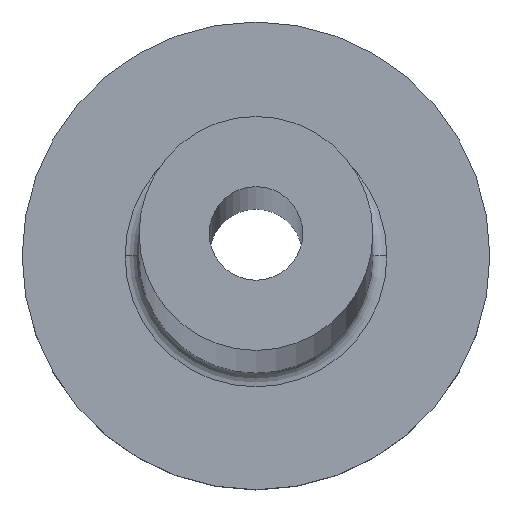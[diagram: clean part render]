
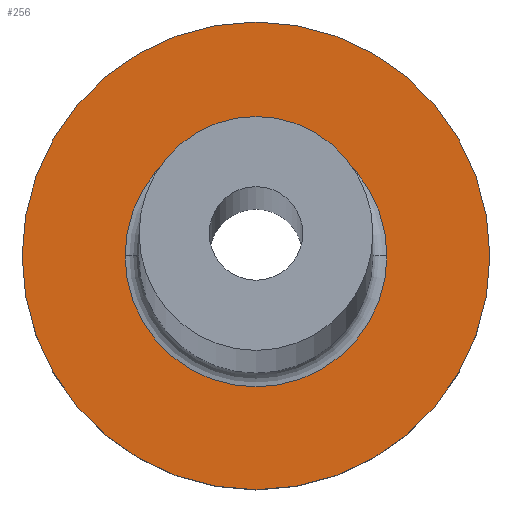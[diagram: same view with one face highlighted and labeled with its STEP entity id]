
A CAD part, top view. The second image highlights one B-rep face of the part: STEP entity #256.
In plain terms, the highlighted planar face has unit normal (0, 0, 1).
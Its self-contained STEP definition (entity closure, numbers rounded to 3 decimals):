
#10 = AXIS2_PLACEMENT_3D ( 'NONE', #359, #159, #194 ) ;
#12 = DIRECTION ( 'NONE',  ( 0., 0., -1. ) ) ;
#16 = CIRCLE ( 'NONE', #64, 2.8 ) ;
#20 = EDGE_CURVE ( 'NONE', #347, #29, #69, .T. ) ;
#29 = VERTEX_POINT ( 'NONE', #41 ) ;
#41 = CARTESIAN_POINT ( 'NONE',  ( 2.8, 0., 3. ) ) ;
#48 = DIRECTION ( 'NONE',  ( 0., 0., 1. ) ) ;
#59 = PLANE ( 'NONE',  #375 ) ;
#64 = AXIS2_PLACEMENT_3D ( 'NONE', #189, #12, #131 ) ;
#69 = CIRCLE ( 'NONE', #10, 2.8 ) ;
#78 = AXIS2_PLACEMENT_3D ( 'NONE', #338, #283, #110 ) ;
#82 = EDGE_CURVE ( 'NONE', #29, #347, #16, .T. ) ;
#88 = DIRECTION ( 'NONE',  ( 1., 0., 0. ) ) ;
#97 = ORIENTED_EDGE ( 'NONE', *, *, #82, .T. ) ;
#110 = DIRECTION ( 'NONE',  ( 1., 0., 0. ) ) ;
#114 = CARTESIAN_POINT ( 'NONE',  ( 0., 0., 3. ) ) ;
#121 = CARTESIAN_POINT ( 'NONE',  ( -2.8, 0., 3. ) ) ;
#131 = DIRECTION ( 'NONE',  ( 1., 0., 0. ) ) ;
#136 = EDGE_CURVE ( 'NONE', #355, #292, #369, .T. ) ;
#140 = CARTESIAN_POINT ( 'NONE',  ( 0., 0., 3. ) ) ;
#149 = ORIENTED_EDGE ( 'NONE', *, *, #20, .T. ) ;
#151 = CARTESIAN_POINT ( 'NONE',  ( 5., 0., 3. ) ) ;
#159 = DIRECTION ( 'NONE',  ( 0., 0., -1. ) ) ;
#189 = CARTESIAN_POINT ( 'NONE',  ( 0., 0., 3. ) ) ;
#194 = DIRECTION ( 'NONE',  ( 1., 0., 0. ) ) ;
#227 = DIRECTION ( 'NONE',  ( 0., 0., 1. ) ) ;
#228 = EDGE_CURVE ( 'NONE', #292, #355, #335, .T. ) ;
#256 = ADVANCED_FACE ( 'NONE', ( #374, #290 ), #59, .T. ) ;
#282 = ORIENTED_EDGE ( 'NONE', *, *, #136, .T. ) ;
#283 = DIRECTION ( 'NONE',  ( 0., 0., 1. ) ) ;
#290 = FACE_OUTER_BOUND ( 'NONE', #326, .T. ) ;
#292 = VERTEX_POINT ( 'NONE', #346 ) ;
#303 = AXIS2_PLACEMENT_3D ( 'NONE', #140, #227, #342 ) ;
#319 = EDGE_LOOP ( 'NONE', ( #97, #149 ) ) ;
#324 = ORIENTED_EDGE ( 'NONE', *, *, #228, .T. ) ;
#326 = EDGE_LOOP ( 'NONE', ( #324, #282 ) ) ;
#335 = CIRCLE ( 'NONE', #303, 5. ) ;
#338 = CARTESIAN_POINT ( 'NONE',  ( 0., 0., 3. ) ) ;
#342 = DIRECTION ( 'NONE',  ( 1., 0., 0. ) ) ;
#346 = CARTESIAN_POINT ( 'NONE',  ( -5., 0., 3. ) ) ;
#347 = VERTEX_POINT ( 'NONE', #121 ) ;
#355 = VERTEX_POINT ( 'NONE', #151 ) ;
#359 = CARTESIAN_POINT ( 'NONE',  ( 0., 0., 3. ) ) ;
#369 = CIRCLE ( 'NONE', #78, 5. ) ;
#374 = FACE_BOUND ( 'NONE', #319, .T. ) ;
#375 = AXIS2_PLACEMENT_3D ( 'NONE', #114, #48, #88 ) ;
